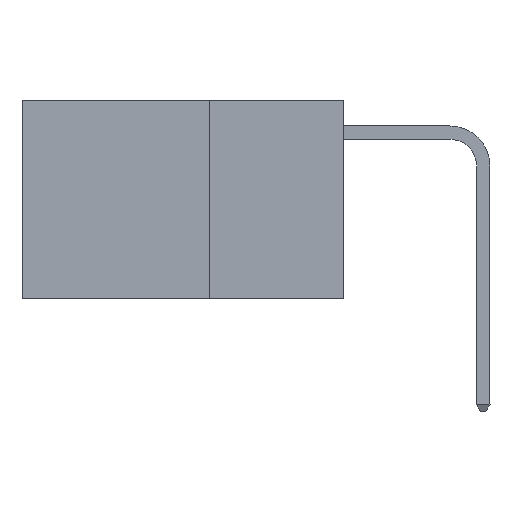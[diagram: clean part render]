
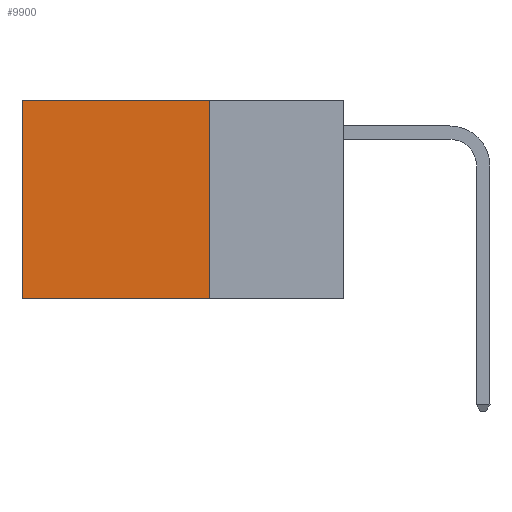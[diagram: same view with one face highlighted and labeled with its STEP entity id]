
A CAD part, left-side view. The second image highlights one B-rep face of the part: STEP entity #9900.
In plain terms, the highlighted planar face has unit normal (-1, 0, 0).
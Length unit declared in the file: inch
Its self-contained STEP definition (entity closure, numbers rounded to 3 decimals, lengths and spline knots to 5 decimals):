
#1391 = AXIS2_PLACEMENT_3D ( 'NONE', #10778, #4151, #11800 ) ;
#1624 = EDGE_CURVE ( 'NONE', #3114, #8050, #2639, .T. ) ;
#1800 = LINE ( 'NONE', #5405, #7532 ) ;
#1866 = PLANE ( 'NONE',  #1391 ) ;
#2370 = ORIENTED_EDGE ( 'NONE', *, *, #1624, .F. ) ;
#2489 = VECTOR ( 'NONE', #6380, 39.37008 ) ;
#2639 = LINE ( 'NONE', #6522, #2489 ) ;
#3114 = VERTEX_POINT ( 'NONE', #11003 ) ;
#4151 = DIRECTION ( 'NONE',  ( 1., 0., 0. ) ) ;
#4414 = EDGE_CURVE ( 'NONE', #8050, #12879, #5995, .T. ) ;
#4509 = CARTESIAN_POINT ( 'NONE',  ( 0.2625, 0.6, 0. ) ) ;
#4516 = VECTOR ( 'NONE', #5812, 39.37008 ) ;
#4580 = CARTESIAN_POINT ( 'NONE',  ( 0.2625, 0.6, 0. ) ) ;
#4908 = VERTEX_POINT ( 'NONE', #4509 ) ;
#5180 = ORIENTED_EDGE ( 'NONE', *, *, #4414, .F. ) ;
#5405 = CARTESIAN_POINT ( 'NONE',  ( 0.2625, 0.25, 0. ) ) ;
#5675 = ORIENTED_EDGE ( 'NONE', *, *, #13852, .T. ) ;
#5812 = DIRECTION ( 'NONE',  ( 0., 0., -1. ) ) ;
#5910 = VECTOR ( 'NONE', #8573, 39.37008 ) ;
#5995 = LINE ( 'NONE', #8707, #5910 ) ;
#6380 = DIRECTION ( 'NONE',  ( 0., 0., -1. ) ) ;
#6522 = CARTESIAN_POINT ( 'NONE',  ( 0.2625, 0.25, 0. ) ) ;
#6611 = DIRECTION ( 'NONE',  ( 0., 1., 0. ) ) ;
#7532 = VECTOR ( 'NONE', #6611, 39.37008 ) ;
#8006 = CARTESIAN_POINT ( 'NONE',  ( 0.2625, 0.6, -0.37 ) ) ;
#8050 = VERTEX_POINT ( 'NONE', #10619 ) ;
#8573 = DIRECTION ( 'NONE',  ( 0., 1., 0. ) ) ;
#8707 = CARTESIAN_POINT ( 'NONE',  ( 0.2625, 0.25, -0.37 ) ) ;
#9581 = EDGE_LOOP ( 'NONE', ( #12478, #5180, #2370, #5675 ) ) ;
#9900 = ADVANCED_FACE ( 'NONE', ( #10087 ), #1866, .F. ) ;
#10087 = FACE_OUTER_BOUND ( 'NONE', #9581, .T. ) ;
#10619 = CARTESIAN_POINT ( 'NONE',  ( 0.2625, 0.25, -0.37 ) ) ;
#10778 = CARTESIAN_POINT ( 'NONE',  ( 0.2625, 0.25, 0. ) ) ;
#11003 = CARTESIAN_POINT ( 'NONE',  ( 0.2625, 0.25, 0. ) ) ;
#11800 = DIRECTION ( 'NONE',  ( 0., 0., -1. ) ) ;
#12478 = ORIENTED_EDGE ( 'NONE', *, *, #13514, .T. ) ;
#12879 = VERTEX_POINT ( 'NONE', #8006 ) ;
#13154 = LINE ( 'NONE', #4580, #4516 ) ;
#13514 = EDGE_CURVE ( 'NONE', #4908, #12879, #13154, .T. ) ;
#13852 = EDGE_CURVE ( 'NONE', #3114, #4908, #1800, .T. ) ;
